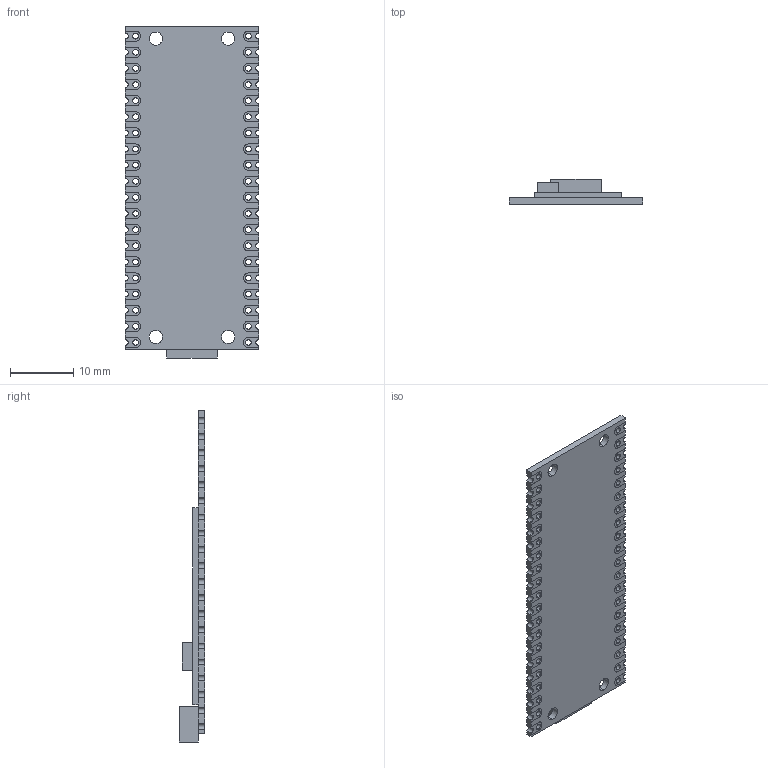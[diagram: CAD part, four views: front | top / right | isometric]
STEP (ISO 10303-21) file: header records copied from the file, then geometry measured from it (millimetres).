
FILE_DESCRIPTION (( 'STEP AP214' ), '1' );
FILE_NAME ('RasPico.STEP', '2023-03-19T02:27:09', ( '' ), ( '' ), 'SwSTEP 2.0', 'SolidWorks 2020', '' );
FILE_SCHEMA (( 'AUTOMOTIVE_DESIGN' ));
Length unit declared in the file: millimetre
Products named in the file (1): RasPico
Bounding box: 21 x 4.01 x 52.3 mm (x, y, z)
Volume: 1564.4 mm3; surface area: 2558.5 mm2
Topology: 1 solids, 1 shells, 510 faces, 1516 edges, 1010 vertices
Faces by surface type: plane 302, cylinder 208
Entity records: 22905 total; most frequent: CARTESIAN_POINT 3037, ORIENTED_EDGE 3032, DIRECTION 2954, EDGE_CURVE 1516, VECTOR 1100, LINE 1100, VERTEX_POINT 1010, AXIS2_PLACEMENT_3D 927
